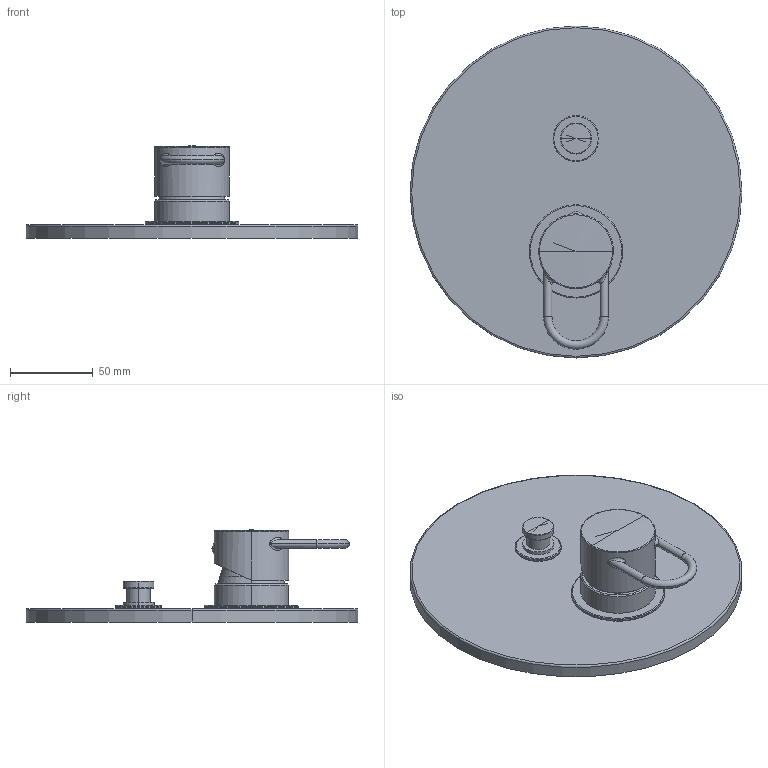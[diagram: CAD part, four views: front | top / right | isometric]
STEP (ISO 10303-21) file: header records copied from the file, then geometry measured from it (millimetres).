
FILE_DESCRIPTION((''),'2;1');
FILE_NAME('JK015CR','2021-02-02T13:58:09',('ut3'),('PAFFONI SpA'),'CREO PARAMETRIC BY PTC INC, 2020044','CREO PARAMETRIC BY PTC INC, 2020044','');
FILE_SCHEMA(('CONFIG_CONTROL_DESIGN','SHAPE_APPEARANCE_LAYERS_GROUPS'));
Length unit declared in the file: millimetre
Products named in the file (1): JK015CR
Bounding box: 200 x 200 x 55.49 mm (x, y, z)
Volume: 284363.6 mm3; surface area: 88304.1 mm2
Topology: 2 solids, 2 shells, 147 faces, 331 edges, 197 vertices
Faces by surface type: cylinder 48, plane 42, cone 25, torus 24, bspline 6, sphere 2
Entity records: 6242 total; most frequent: CARTESIAN_POINT 1854, DIRECTION 734, ORIENTED_EDGE 650, EDGE_CURVE 325, AXIS2_PLACEMENT_3D 303, VERTEX_POINT 197, EDGE_LOOP 166, CIRCLE 162
